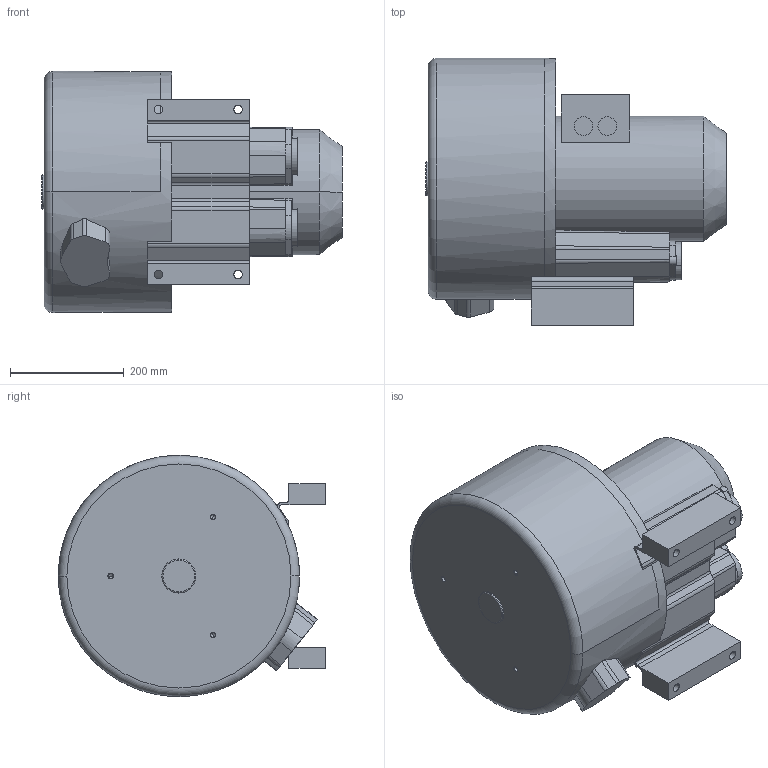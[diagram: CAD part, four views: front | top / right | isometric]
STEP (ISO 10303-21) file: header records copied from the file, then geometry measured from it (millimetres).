
FILE_DESCRIPTION((''),'2;1');
FILE_NAME('VSC0495_2PT401_6_GEWFL_ASM','2009-07-02T',('rnennstiel'),('MTC GmbH'),'PRO/ENGINEER BY PARAMETRIC TECHNOLOGY CORPORATION, 2008310','PRO/ENGINEER BY PARAMETRIC TECHNOLOGY CORPORATION, 2008310','');
FILE_SCHEMA(('AUTOMOTIVE_DESIGN_CC2 { 1 2 10303 214 -1 1 5 2 }'));
Length unit declared in the file: millimetre
Products named in the file (3): VSC0495_2PT401_6; GEWINDEFLANSCH_16ER; VSC0495_2PT401_6_GEWFL_ASM
Assembly tree (3 placements, depth 2):
  VSC0495_2PT401_6_GEWFL_ASM
    VSC0495_2PT401_6
    GEWINDEFLANSCH_16ER  x2
Bounding box: 528 x 470 x 424 mm (x, y, z)
Volume: 45580104.8 mm3; surface area: 1334995.3 mm2
Topology: 3 solids, 16 shells, 993 faces, 2721 edges, 1799 vertices
Faces by surface type: extrusion 414, plane 365, cylinder 169, cone 41, torus 4
Entity records: 33963 total; most frequent: CARTESIAN_POINT 10725, ORIENTED_EDGE 5174, DIRECTION 3606, EDGE_CURVE 2611, VERTEX_POINT 1741, VECTOR 1676, B_SPLINE_CURVE_WITH_KNOTS 1355, LINE 1262
